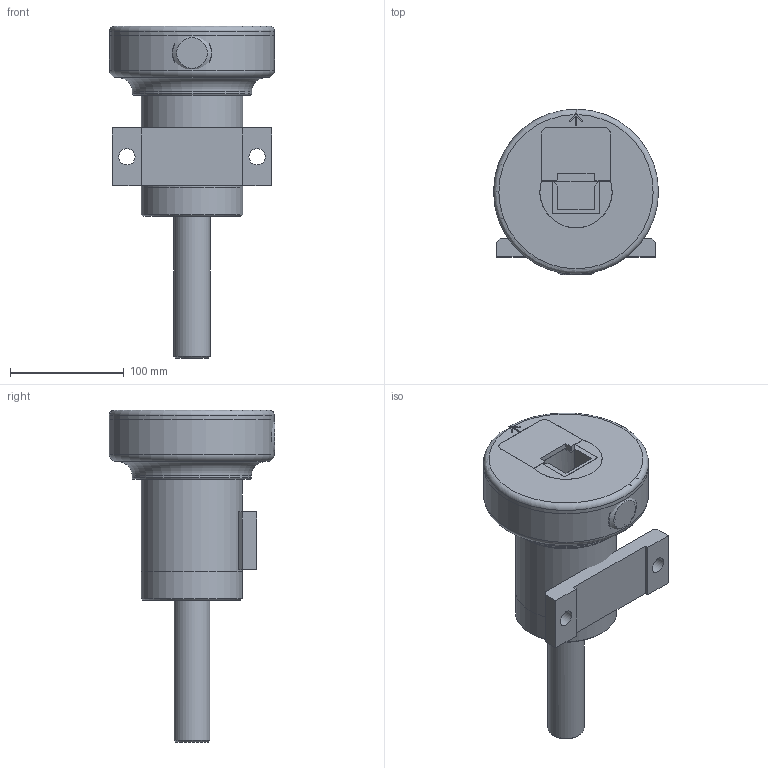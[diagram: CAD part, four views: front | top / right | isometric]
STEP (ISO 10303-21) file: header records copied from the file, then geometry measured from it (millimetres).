
FILE_DESCRIPTION(/* description */ ('STANDARD DUTY SAFETY SHAFT HOLDER DRIVE CHUCK'),/* implementation_level */ '2;1');
FILE_NAME(/* name */ '46245-80 CUSTOMER DWG.stp',/* time_stamp */ '2018-06-22T13:26:28-04:00',/* author */ ('mtrusz'),/* organization */ ('CONVERTER ACCESSORY CORPORATION WIND GAP, PA. 18091'),/* preprocessor_version */ 'ST-DEVELOPER v16.5',/* originating_system */ 'Autodesk Inventor 2017',/* authorisation */ '');
FILE_SCHEMA (('AUTOMOTIVE_DESIGN { 1 0 10303 214 3 1 1 }'));
Length unit declared in the file: inch
Products named in the file (10): 46245-80 CUSTOMER DWG; 46245-18A; 46245-73 DRIVE SHAFT CUSTOMER DWG; 46245-74 UPPER HALF CUSTOMER DWG; 46245-05 CUSTOMER DWG; 46245-74 1.25 LOWER INSERT CUSTOMER DWG; 46245-02B CUSTOMER DWG; 46245-72 FRONT HALF CUSTOMER DWG; 46245-72 BACK HALF CUSTOMER DWG; 46245-04 CUSTOMER DWG
Assembly tree (9 placements, depth 2):
  46245-80 CUSTOMER DWG
    46245-18A
    46245-73 DRIVE SHAFT CUSTOMER DWG
    46245-74 UPPER HALF CUSTOMER DWG
    46245-05 CUSTOMER DWG
    46245-74 1.25 LOWER INSERT CUSTOMER DWG
    46245-02B CUSTOMER DWG
    46245-72 FRONT HALF CUSTOMER DWG
    46245-72 BACK HALF CUSTOMER DWG
    46245-04 CUSTOMER DWG
Bounding box: 144.98 x 145.47 x 291.69 mm (x, y, z)
Volume: 1385468.9 mm3; surface area: 270037.4 mm2
Topology: 9 solids, 9 shells, 113 faces, 265 edges, 175 vertices
Faces by surface type: plane 79, cylinder 25, cone 5, torus 4
Full cylindrical faces by diameter (mm): 14.275 x2, 22.149 x1, 24.71 x1, 31.75 x1, 35.712 x1, 57.15 x1, 63.551 x1, 70.612 x1, 76.2 x1, 88.9 x2, 92.05 x1, 104.75 x1, 144.983 x2
Entity records: 3505 total; most frequent: CARTESIAN_POINT 566, DIRECTION 557, ORIENTED_EDGE 468, EDGE_CURVE 234, AXIS2_PLACEMENT_3D 195, VERTEX_POINT 168, LINE 167, VECTOR 167
